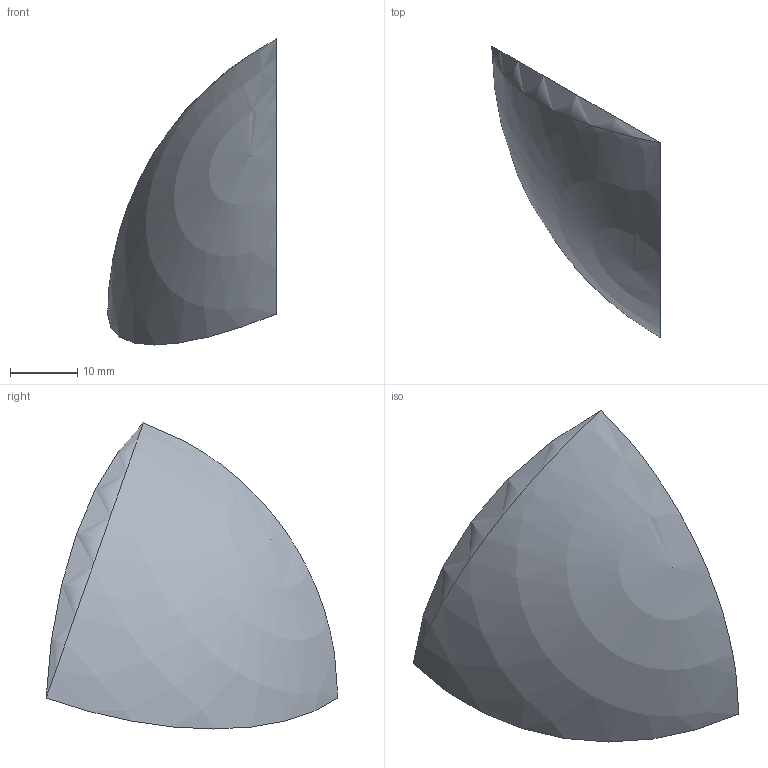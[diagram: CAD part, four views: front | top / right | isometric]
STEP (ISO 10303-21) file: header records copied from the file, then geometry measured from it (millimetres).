
FILE_DESCRIPTION(/* description */ ('STEP AP242','CAx-IF Rec.Pracs.---Representation and Presentation of Product Manufacturing Information (PMI)---4.0---2014-10-13','CAx-IF Rec.Pracs.---3D Tessellated Geometry---0.4---2014-09-14','2;1'),/* implementation_level */ '2;1');
FILE_NAME(/* name */ '6560a779a9c0bd0a02c3bd57',/* time_stamp */ '2023-11-24T13:39:06Z',/* author */ (''),/* organization */ (''),/* preprocessor_version */ 'ST-DEVELOPER v19.4',/* originating_system */ ' ',/* authorisation */ ' ');
FILE_SCHEMA (('AP242_MANAGED_MODEL_BASED_3D_ENGINEERING_MIM_LF { 1 0 10303 442 1 1 4 }'));
Length unit declared in the file: metre
Products named in the file (1): S1
Bounding box: 25 x 43.3 x 45.41 mm (x, y, z)
Volume: 11331.8 mm3; surface area: 3834.1 mm2
Topology: 1 solids, 1 shells, 6 faces, 14 edges, 7 vertices
Faces by surface type: plane 3, sphere 2, torus 1
Entity records: 167 total; most frequent: DIRECTION 31, CARTESIAN_POINT 23, ORIENTED_EDGE 20, AXIS2_PLACEMENT_3D 14, EDGE_CURVE 10, CIRCLE 7, VERTEX_POINT 6, EDGE_LOOP 6
